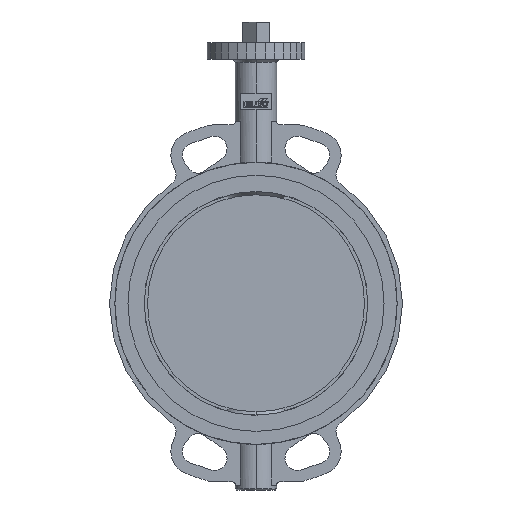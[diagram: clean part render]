
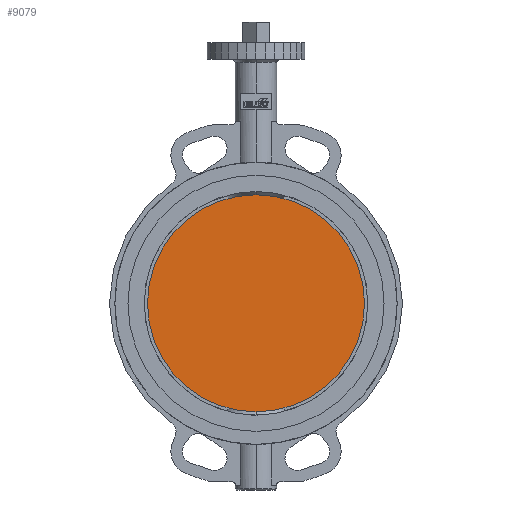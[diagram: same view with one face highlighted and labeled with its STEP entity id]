
A CAD part, left-side view. The second image highlights one B-rep face of the part: STEP entity #9079.
In plain terms, the highlighted planar face has unit normal (-1, 0, 0).
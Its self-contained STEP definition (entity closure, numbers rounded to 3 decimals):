
#5409=VERTEX_POINT('',#13856);
#6457=EDGE_CURVE('',#7111,#5409,#14989,.T.);
#6719=EDGE_CURVE('',#5409,#7111,#15274,.T.);
#7111=VERTEX_POINT('',#15697);
#9079=ADVANCED_FACE('',(#17849),#17850,.T.);
#13856=CARTESIAN_POINT('',(-30.3,0.0,-100.0));
#14989=CIRCLE('',#25373,100.0);
#15274=CIRCLE('',#25836,100.0);
#15697=CARTESIAN_POINT('',(-30.3,0.,100.0));
#17849=FACE_OUTER_BOUND('',#29708,.T.);
#17850=PLANE('',#29709);
#25373=AXIS2_PLACEMENT_3D('',#37427,#37428,#37429);
#25836=AXIS2_PLACEMENT_3D('',#37715,#37716,#37717);
#29708=EDGE_LOOP('',(#40164,#40165));
#29709=AXIS2_PLACEMENT_3D('',#40166,#40167,#40168);
#37427=CARTESIAN_POINT('',(-30.3,0.0,0.0));
#37428=DIRECTION('',(-1.0,0.0,0.0));
#37429=DIRECTION('',(0.0,0.0,-1.0));
#37715=CARTESIAN_POINT('',(-30.3,0.0,0.0));
#37716=DIRECTION('',(-1.0,0.0,0.0));
#37717=DIRECTION('',(0.0,0.0,-1.0));
#40164=ORIENTED_EDGE('',*,*,#6719,.T.);
#40165=ORIENTED_EDGE('',*,*,#6457,.T.);
#40166=CARTESIAN_POINT('',(-30.3,0.0,0.0));
#40167=DIRECTION('',(-1.0,0.0,0.0));
#40168=DIRECTION('',(0.0,0.0,-1.0));
